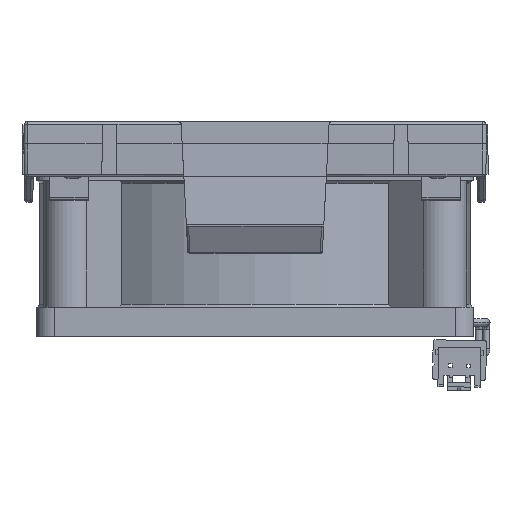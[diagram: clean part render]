
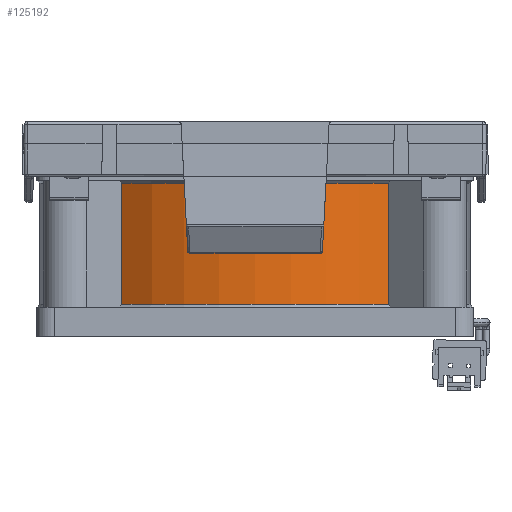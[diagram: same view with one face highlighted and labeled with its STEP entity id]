
A CAD part, left-side view. The second image highlights one B-rep face of the part: STEP entity #125192.
In plain terms, the highlighted cylindrical face has radius 29.5 mm (diameter 59 mm), a partial arc.
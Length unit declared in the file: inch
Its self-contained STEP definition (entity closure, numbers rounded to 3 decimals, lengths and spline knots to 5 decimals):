
#8532 = VERTEX_POINT ( 'NONE', #108951 ) ;
#11678 = EDGE_CURVE ( 'NONE', #8532, #96152, #122040, .T. ) ;
#13047 = CARTESIAN_POINT ( 'NONE',  ( -2.18169, -0.71982, 0.3998 ) ) ;
#14552 = DIRECTION ( 'NONE',  ( 0., -1., 0. ) ) ;
#14665 = VERTEX_POINT ( 'NONE', #43556 ) ;
#17606 = DIRECTION ( 'NONE',  ( 0., 0., -1. ) ) ;
#26654 = CIRCLE ( 'NONE', #45581, 1.16142 ) ;
#38730 = AXIS2_PLACEMENT_3D ( 'NONE', #80670, #17606, #105972 ) ;
#39932 = DIRECTION ( 'NONE',  ( 0., 0., 1. ) ) ;
#42021 = VECTOR ( 'NONE', #163305, 39.37008 ) ;
#43556 = CARTESIAN_POINT ( 'NONE',  ( -2.18169, 0.71982, -0.2126 ) ) ;
#45581 = AXIS2_PLACEMENT_3D ( 'NONE', #78150, #39932, #14552 ) ;
#52785 = VERTEX_POINT ( 'NONE', #161076 ) ;
#57021 = DIRECTION ( 'NONE',  ( 0., 1., 0. ) ) ;
#57553 = DIRECTION ( 'NONE',  ( 0., 0., -1. ) ) ;
#64358 = CARTESIAN_POINT ( 'NONE',  ( -2.18169, 0.71982, 0.3998 ) ) ;
#65134 = EDGE_CURVE ( 'NONE', #14665, #52785, #83592, .T. ) ;
#69250 = CARTESIAN_POINT ( 'NONE',  ( -2.18169, -0.71982, -0.2126 ) ) ;
#70358 = CARTESIAN_POINT ( 'NONE',  ( -1.27024, 0., -1.34715 ) ) ;
#72687 = VECTOR ( 'NONE', #76625, 39.37008 ) ;
#73633 = CYLINDRICAL_SURFACE ( 'NONE', #163030, 1.16142 ) ;
#74475 = EDGE_LOOP ( 'NONE', ( #84763, #118150, #160327, #116522 ) ) ;
#76625 = DIRECTION ( 'NONE',  ( 0., 0., 1. ) ) ;
#78150 = CARTESIAN_POINT ( 'NONE',  ( -1.27024, 0., -0.2126 ) ) ;
#80670 = CARTESIAN_POINT ( 'NONE',  ( -1.27024, 0., -0.86614 ) ) ;
#81650 = CIRCLE ( 'NONE', #38730, 1.16142 ) ;
#83592 = LINE ( 'NONE', #64358, #42021 ) ;
#84763 = ORIENTED_EDGE ( 'NONE', *, *, #123240, .F. ) ;
#91017 = EDGE_CURVE ( 'NONE', #14665, #96152, #26654, .T. ) ;
#96152 = VERTEX_POINT ( 'NONE', #69250 ) ;
#105972 = DIRECTION ( 'NONE',  ( 0., 1., 0. ) ) ;
#108951 = CARTESIAN_POINT ( 'NONE',  ( -2.18169, -0.71982, -0.86614 ) ) ;
#116522 = ORIENTED_EDGE ( 'NONE', *, *, #65134, .T. ) ;
#118150 = ORIENTED_EDGE ( 'NONE', *, *, #11678, .T. ) ;
#122040 = LINE ( 'NONE', #13047, #72687 ) ;
#123240 = EDGE_CURVE ( 'NONE', #8532, #52785, #81650, .T. ) ;
#125192 = ADVANCED_FACE ( 'NONE', ( #136760 ), #73633, .T. ) ;
#136760 = FACE_OUTER_BOUND ( 'NONE', #74475, .T. ) ;
#160327 = ORIENTED_EDGE ( 'NONE', *, *, #91017, .F. ) ;
#161076 = CARTESIAN_POINT ( 'NONE',  ( -2.18169, 0.71982, -0.86614 ) ) ;
#163030 = AXIS2_PLACEMENT_3D ( 'NONE', #70358, #57553, #57021 ) ;
#163305 = DIRECTION ( 'NONE',  ( 0., 0., -1. ) ) ;
